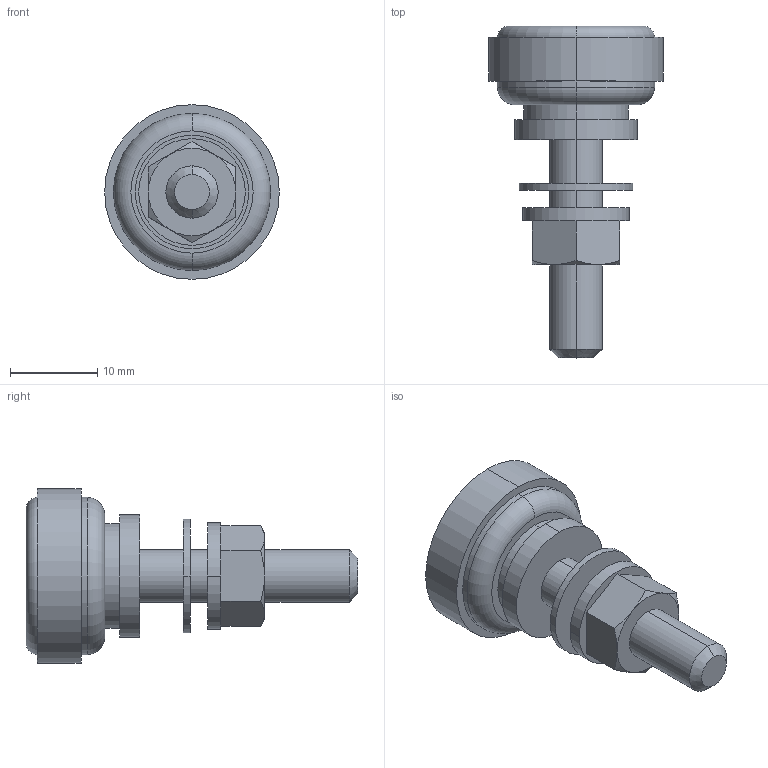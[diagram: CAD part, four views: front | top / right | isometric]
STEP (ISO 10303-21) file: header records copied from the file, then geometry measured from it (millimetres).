
FILE_DESCRIPTION (( 'STEP AP203' ), '1' );
FILE_NAME ('A-40-4.STEP', '2022-03-04T00:04:33', ( '' ), ( '' ), 'SwSTEP 2.0', 'SolidWorks 2021', '' );
FILE_SCHEMA (( 'CONFIG_CONTROL_DESIGN' ));
Length unit declared in the file: millimetre
Products named in the file (5): バネ座金__バネ座金M6_; A-40儚僢僔儍乕__A-40-4儚僢僔儍乕_; A-40-4; A-40本体__A-40-4本体_; 榋妏僫僢僩_榋妏僫僢僩M6_
Assembly tree (4 placements, depth 2):
  A-40-4
    A-40本体__A-40-4本体_
    A-40儚僢僔儍乕__A-40-4儚僢僔儍乕_
    バネ座金__バネ座金M6_
    榋妏僫僢僩_榋妏僫僢僩M6_
Bounding box: 20 x 38 x 20 mm (x, y, z)
Volume: 4273.1 mm3; surface area: 2690.2 mm2
Topology: 4 solids, 4 shells, 51 faces, 104 edges, 66 vertices
Faces by surface type: cylinder 20, plane 19, cone 8, torus 4
Entity records: 1927 total; most frequent: CARTESIAN_POINT 288, DIRECTION 266, ORIENTED_EDGE 208, AXIS2_PLACEMENT_3D 116, EDGE_CURVE 104, VERTEX_POINT 66, EDGE_LOOP 62, CIRCLE 58
